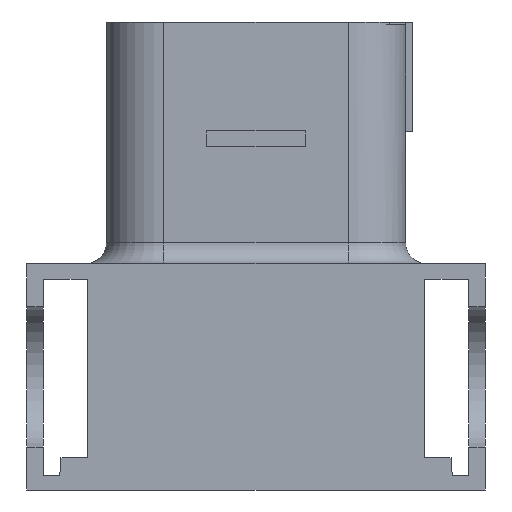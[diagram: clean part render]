
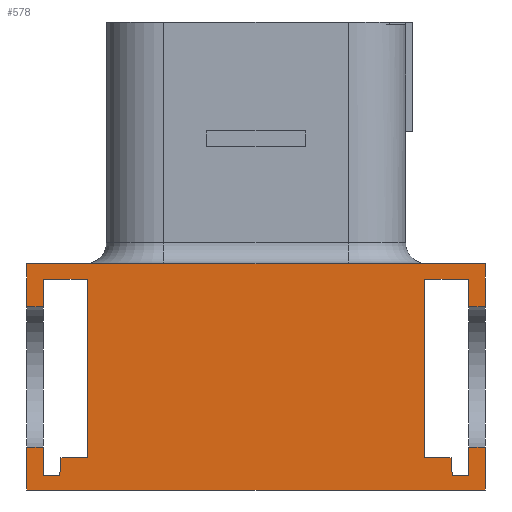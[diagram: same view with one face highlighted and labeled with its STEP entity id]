
A CAD part, front view. The second image highlights one B-rep face of the part: STEP entity #578.
In plain terms, the highlighted planar face has unit normal (0, -1, 0).
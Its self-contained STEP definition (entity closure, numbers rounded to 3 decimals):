
#102=FACE_OUTER_BOUND('',#1590,.T.);
#578=ADVANCED_FACE('',(#102),#1063,.T.);
#1063=PLANE('',#9123);
#1590=EDGE_LOOP('',(#4598,#4599,#4600,#4601,#4602,#4603,#4604,#4605,#4606,
#4607,#4608,#4609,#4610,#4611,#4612,#4613,#4614,#4615,#4616,#4617,#4618,
#4619,#4620,#4621));
#2110=LINE('',#12042,#3263);
#2122=LINE('',#12070,#3275);
#2265=LINE('',#12366,#3418);
#2270=LINE('',#12384,#3423);
#2271=LINE('',#12387,#3424);
#2272=LINE('',#12389,#3425);
#2273=LINE('',#12391,#3426);
#2274=LINE('',#12393,#3427);
#2275=LINE('',#12395,#3428);
#2276=LINE('',#12397,#3429);
#2277=LINE('',#12399,#3430);
#2278=LINE('',#12401,#3431);
#2279=LINE('',#12402,#3432);
#2280=LINE('',#12404,#3433);
#2281=LINE('',#12406,#3434);
#2282=LINE('',#12407,#3435);
#2283=LINE('',#12409,#3436);
#2284=LINE('',#12411,#3437);
#2285=LINE('',#12412,#3438);
#2286=LINE('',#12414,#3439);
#2287=LINE('',#12416,#3440);
#2288=LINE('',#12418,#3441);
#2289=LINE('',#12420,#3442);
#2290=LINE('',#12422,#3443);
#3263=VECTOR('',#9705,1.);
#3275=VECTOR('',#9721,1.);
#3418=VECTOR('',#9892,1.);
#3423=VECTOR('',#9907,1.);
#3424=VECTOR('',#9908,1.);
#3425=VECTOR('',#9909,1.);
#3426=VECTOR('',#9910,1.);
#3427=VECTOR('',#9911,1.);
#3428=VECTOR('',#9912,1.);
#3429=VECTOR('',#9913,1.);
#3430=VECTOR('',#9914,1.);
#3431=VECTOR('',#9915,1.);
#3432=VECTOR('',#9916,1.);
#3433=VECTOR('',#9917,1.);
#3434=VECTOR('',#9918,1.);
#3435=VECTOR('',#9919,1.);
#3436=VECTOR('',#9920,1.);
#3437=VECTOR('',#9921,1.);
#3438=VECTOR('',#9922,1.);
#3439=VECTOR('',#9923,1.);
#3440=VECTOR('',#9924,1.);
#3441=VECTOR('',#9925,1.);
#3442=VECTOR('',#9926,1.);
#3443=VECTOR('',#9927,1.);
#4598=ORIENTED_EDGE('',*,*,#7926,.F.);
#4599=ORIENTED_EDGE('',*,*,#7927,.T.);
#4600=ORIENTED_EDGE('',*,*,#7928,.T.);
#4601=ORIENTED_EDGE('',*,*,#7929,.T.);
#4602=ORIENTED_EDGE('',*,*,#7930,.T.);
#4603=ORIENTED_EDGE('',*,*,#7931,.T.);
#4604=ORIENTED_EDGE('',*,*,#7932,.T.);
#4605=ORIENTED_EDGE('',*,*,#7933,.T.);
#4606=ORIENTED_EDGE('',*,*,#7934,.T.);
#4607=ORIENTED_EDGE('',*,*,#7756,.T.);
#4608=ORIENTED_EDGE('',*,*,#7935,.T.);
#4609=ORIENTED_EDGE('',*,*,#7936,.F.);
#4610=ORIENTED_EDGE('',*,*,#7937,.T.);
#4611=ORIENTED_EDGE('',*,*,#7917,.F.);
#4612=ORIENTED_EDGE('',*,*,#7938,.F.);
#4613=ORIENTED_EDGE('',*,*,#7939,.F.);
#4614=ORIENTED_EDGE('',*,*,#7940,.T.);
#4615=ORIENTED_EDGE('',*,*,#7770,.T.);
#4616=ORIENTED_EDGE('',*,*,#7941,.T.);
#4617=ORIENTED_EDGE('',*,*,#7942,.T.);
#4618=ORIENTED_EDGE('',*,*,#7943,.T.);
#4619=ORIENTED_EDGE('',*,*,#7944,.T.);
#4620=ORIENTED_EDGE('',*,*,#7945,.T.);
#4621=ORIENTED_EDGE('',*,*,#7946,.T.);
#6934=VERTEX_POINT('',#12041);
#6935=VERTEX_POINT('',#12043);
#6948=VERTEX_POINT('',#12069);
#6949=VERTEX_POINT('',#12071);
#7084=VERTEX_POINT('',#12360);
#7087=VERTEX_POINT('',#12365);
#7096=VERTEX_POINT('',#12385);
#7097=VERTEX_POINT('',#12386);
#7098=VERTEX_POINT('',#12388);
#7099=VERTEX_POINT('',#12390);
#7100=VERTEX_POINT('',#12392);
#7101=VERTEX_POINT('',#12394);
#7102=VERTEX_POINT('',#12396);
#7103=VERTEX_POINT('',#12398);
#7104=VERTEX_POINT('',#12400);
#7105=VERTEX_POINT('',#12403);
#7106=VERTEX_POINT('',#12405);
#7107=VERTEX_POINT('',#12408);
#7108=VERTEX_POINT('',#12410);
#7109=VERTEX_POINT('',#12413);
#7110=VERTEX_POINT('',#12415);
#7111=VERTEX_POINT('',#12417);
#7112=VERTEX_POINT('',#12419);
#7113=VERTEX_POINT('',#12421);
#7756=EDGE_CURVE('',#6935,#6934,#2110,.T.);
#7770=EDGE_CURVE('',#6949,#6948,#2122,.T.);
#7917=EDGE_CURVE('',#7087,#7084,#2265,.T.);
#7926=EDGE_CURVE('',#7096,#7097,#2270,.T.);
#7927=EDGE_CURVE('',#7096,#7098,#2271,.T.);
#7928=EDGE_CURVE('',#7098,#7099,#2272,.T.);
#7929=EDGE_CURVE('',#7099,#7100,#2273,.T.);
#7930=EDGE_CURVE('',#7100,#7101,#2274,.T.);
#7931=EDGE_CURVE('',#7101,#7102,#2275,.T.);
#7932=EDGE_CURVE('',#7102,#7103,#2276,.T.);
#7933=EDGE_CURVE('',#7103,#7104,#2277,.T.);
#7934=EDGE_CURVE('',#7104,#6935,#2278,.T.);
#7935=EDGE_CURVE('',#6934,#7105,#2279,.T.);
#7936=EDGE_CURVE('',#7106,#7105,#2280,.T.);
#7937=EDGE_CURVE('',#7106,#7084,#2281,.T.);
#7938=EDGE_CURVE('',#7107,#7087,#2282,.T.);
#7939=EDGE_CURVE('',#7108,#7107,#2283,.T.);
#7940=EDGE_CURVE('',#7108,#6949,#2284,.T.);
#7941=EDGE_CURVE('',#6948,#7109,#2285,.T.);
#7942=EDGE_CURVE('',#7109,#7110,#2286,.T.);
#7943=EDGE_CURVE('',#7110,#7111,#2287,.T.);
#7944=EDGE_CURVE('',#7111,#7112,#2288,.T.);
#7945=EDGE_CURVE('',#7112,#7113,#2289,.T.);
#7946=EDGE_CURVE('',#7113,#7097,#2290,.T.);
#9123=AXIS2_PLACEMENT_3D('',#12423,#9928,#9929);
#9705=DIRECTION('',(1.,0.,0.));
#9721=DIRECTION('',(1.,0.,0.));
#9892=DIRECTION('',(1.,0.,0.));
#9907=DIRECTION('',(0.,0.,1.));
#9908=DIRECTION('',(1.,0.,0.));
#9909=DIRECTION('',(0.,0.,1.));
#9910=DIRECTION('',(-1.,0.,0.));
#9911=DIRECTION('',(0.,0.,-1.));
#9912=DIRECTION('',(-1.,0.,0.));
#9913=DIRECTION('',(-0.07,0.,0.998));
#9914=DIRECTION('',(-1.,0.,0.));
#9915=DIRECTION('',(0.,0.,1.));
#9916=DIRECTION('',(0.,0.,-1.));
#9917=DIRECTION('',(-1.,0.,0.));
#9918=DIRECTION('',(0.,0.,1.));
#9919=DIRECTION('',(0.,0.,1.));
#9920=DIRECTION('',(-1.,0.,0.));
#9921=DIRECTION('',(0.,0.,1.));
#9922=DIRECTION('',(0.,0.,-1.));
#9923=DIRECTION('',(-1.,0.,0.));
#9924=DIRECTION('',(-0.07,0.,-0.998));
#9925=DIRECTION('',(-1.,0.,0.));
#9926=DIRECTION('',(0.,0.,1.));
#9927=DIRECTION('',(-1.,0.,0.));
#9928=DIRECTION('',(0.,-1.,0.));
#9929=DIRECTION('',(-1.,0.,0.));
#12041=CARTESIAN_POINT('',(15.125,-24.55,11.2));
#12042=CARTESIAN_POINT('',(12.,-24.55,11.2));
#12043=CARTESIAN_POINT('',(12.,-24.55,11.2));
#12069=CARTESIAN_POINT('',(-12.,-24.55,11.2));
#12070=CARTESIAN_POINT('',(-15.125,-24.55,11.2));
#12071=CARTESIAN_POINT('',(-15.125,-24.55,11.2));
#12360=CARTESIAN_POINT('',(16.325,-24.55,12.3));
#12365=CARTESIAN_POINT('',(-16.325,-24.55,12.3));
#12366=CARTESIAN_POINT('',(-16.325,-24.55,12.3));
#12384=CARTESIAN_POINT('',(-16.325,-24.55,-3.8));
#12385=CARTESIAN_POINT('',(-16.325,-24.55,-3.8));
#12386=CARTESIAN_POINT('',(-16.325,-24.55,-0.75));
#12387=CARTESIAN_POINT('',(-16.325,-24.55,-3.8));
#12388=CARTESIAN_POINT('',(16.325,-24.55,-3.8));
#12389=CARTESIAN_POINT('',(16.325,-24.55,-3.8));
#12390=CARTESIAN_POINT('',(16.325,-24.55,-0.75));
#12391=CARTESIAN_POINT('',(15.125,-24.55,-0.75));
#12392=CARTESIAN_POINT('',(15.125,-24.55,-0.75));
#12393=CARTESIAN_POINT('',(15.125,-24.55,-0.75));
#12394=CARTESIAN_POINT('',(15.125,-24.55,-2.8));
#12395=CARTESIAN_POINT('',(15.125,-24.55,-2.8));
#12396=CARTESIAN_POINT('',(13.966,-24.55,-2.8));
#12397=CARTESIAN_POINT('',(13.966,-24.55,-2.8));
#12398=CARTESIAN_POINT('',(13.875,-24.55,-1.5));
#12399=CARTESIAN_POINT('',(13.875,-24.55,-1.5));
#12400=CARTESIAN_POINT('',(12.,-24.55,-1.5));
#12401=CARTESIAN_POINT('',(12.,-24.55,-1.5));
#12402=CARTESIAN_POINT('',(15.125,-24.55,11.2));
#12403=CARTESIAN_POINT('',(15.125,-24.55,9.25));
#12404=CARTESIAN_POINT('',(15.125,-24.55,9.25));
#12405=CARTESIAN_POINT('',(16.325,-24.55,9.25));
#12406=CARTESIAN_POINT('',(16.325,-24.55,9.25));
#12407=CARTESIAN_POINT('',(-16.325,-24.55,9.25));
#12408=CARTESIAN_POINT('',(-16.325,-24.55,9.25));
#12409=CARTESIAN_POINT('',(-16.325,-24.55,9.25));
#12410=CARTESIAN_POINT('',(-15.125,-24.55,9.25));
#12411=CARTESIAN_POINT('',(-15.125,-24.55,9.25));
#12412=CARTESIAN_POINT('',(-12.,-24.55,11.2));
#12413=CARTESIAN_POINT('',(-12.,-24.55,-1.5));
#12414=CARTESIAN_POINT('',(-12.,-24.55,-1.5));
#12415=CARTESIAN_POINT('',(-13.875,-24.55,-1.5));
#12416=CARTESIAN_POINT('',(-13.875,-24.55,-1.5));
#12417=CARTESIAN_POINT('',(-13.966,-24.55,-2.8));
#12418=CARTESIAN_POINT('',(-13.966,-24.55,-2.8));
#12419=CARTESIAN_POINT('',(-15.125,-24.55,-2.8));
#12420=CARTESIAN_POINT('',(-15.125,-24.55,-2.8));
#12421=CARTESIAN_POINT('',(-15.125,-24.55,-0.75));
#12422=CARTESIAN_POINT('',(-16.325,-24.55,-0.75));
#12423=CARTESIAN_POINT('',(-16.325,-24.55,-3.8));
